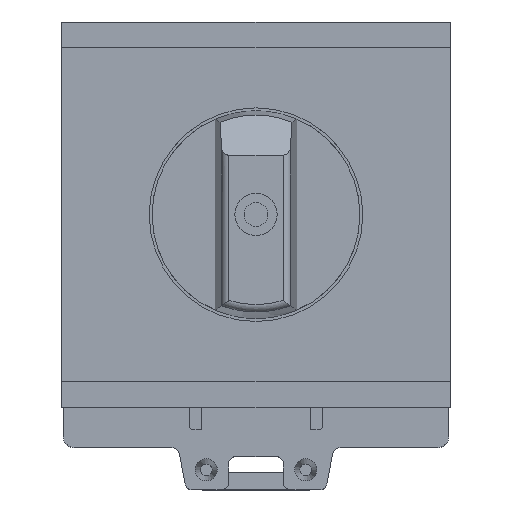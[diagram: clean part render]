
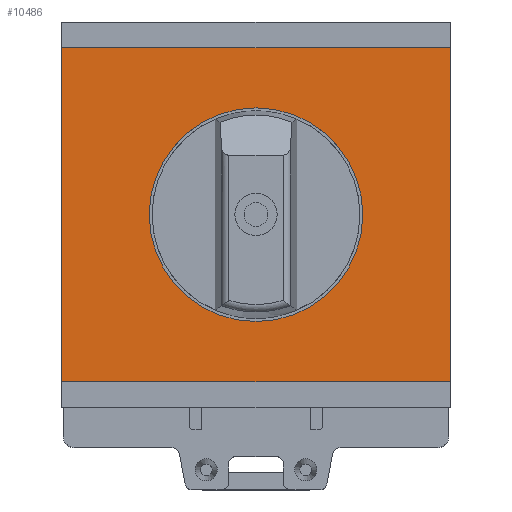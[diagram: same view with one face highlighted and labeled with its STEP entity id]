
A CAD part, top view. The second image highlights one B-rep face of the part: STEP entity #10486.
In plain terms, the highlighted planar face has unit normal (0, 0, 1).
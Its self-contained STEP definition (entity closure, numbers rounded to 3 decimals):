
#455=PLANE('',#11343);
#1638=LINE('',#17183,#2825);
#1639=LINE('',#17186,#2826);
#1640=LINE('',#17188,#2827);
#1641=LINE('',#17190,#2828);
#2825=VECTOR('',#14070,1000.);
#2826=VECTOR('',#14071,1000.);
#2827=VECTOR('',#14072,1000.);
#2828=VECTOR('',#14073,1000.);
#5548=ORIENTED_EDGE('',*,*,#7285,.T.);
#5549=ORIENTED_EDGE('',*,*,#7286,.T.);
#5550=ORIENTED_EDGE('',*,*,#7287,.T.);
#5551=ORIENTED_EDGE('',*,*,#7288,.T.);
#5552=ORIENTED_EDGE('',*,*,#7284,.T.);
#7284=EDGE_CURVE('',#8322,#8322,#8585,.T.);
#7285=EDGE_CURVE('',#8323,#8324,#1638,.T.);
#7286=EDGE_CURVE('',#8324,#8325,#1639,.T.);
#7287=EDGE_CURVE('',#8325,#8326,#1640,.T.);
#7288=EDGE_CURVE('',#8326,#8323,#1641,.T.);
#8322=VERTEX_POINT('',#17181);
#8323=VERTEX_POINT('',#17184);
#8324=VERTEX_POINT('',#17185);
#8325=VERTEX_POINT('',#17187);
#8326=VERTEX_POINT('',#17189);
#8585=CIRCLE('',#11342,14.4);
#9150=EDGE_LOOP('',(#5548,#5549,#5550,#5551));
#9151=EDGE_LOOP('',(#5552));
#9802=FACE_BOUND('',#9150,.T.);
#9803=FACE_BOUND('',#9151,.T.);
#10486=ADVANCED_FACE('',(#9802,#9803),#455,.F.);
#11342=AXIS2_PLACEMENT_3D('',#17180,#14066,#14067);
#11343=AXIS2_PLACEMENT_3D('',#17182,#14068,#14069);
#14066=DIRECTION('',(0.,0.,-1.));
#14067=DIRECTION('',(-1.,0.,0.));
#14068=DIRECTION('',(0.,0.,-1.));
#14069=DIRECTION('',(-1.,0.,0.));
#14070=DIRECTION('',(-1.,0.,0.));
#14071=DIRECTION('',(0.,-1.,0.));
#14072=DIRECTION('',(1.,0.,0.));
#14073=DIRECTION('',(0.,1.,0.));
#17180=CARTESIAN_POINT('',(26.2,37.,63.8));
#17181=CARTESIAN_POINT('',(11.8,37.,63.8));
#17182=CARTESIAN_POINT('',(26.2,51.4,63.8));
#17183=CARTESIAN_POINT('',(52.4,59.5,63.8));
#17184=CARTESIAN_POINT('',(52.4,59.5,63.8));
#17185=CARTESIAN_POINT('',(0.,59.5,63.8));
#17186=CARTESIAN_POINT('',(0.,59.5,63.8));
#17187=CARTESIAN_POINT('',(0.,14.5,63.8));
#17188=CARTESIAN_POINT('',(0.,14.5,63.8));
#17189=CARTESIAN_POINT('',(52.4,14.5,63.8));
#17190=CARTESIAN_POINT('',(52.4,14.5,63.8));
